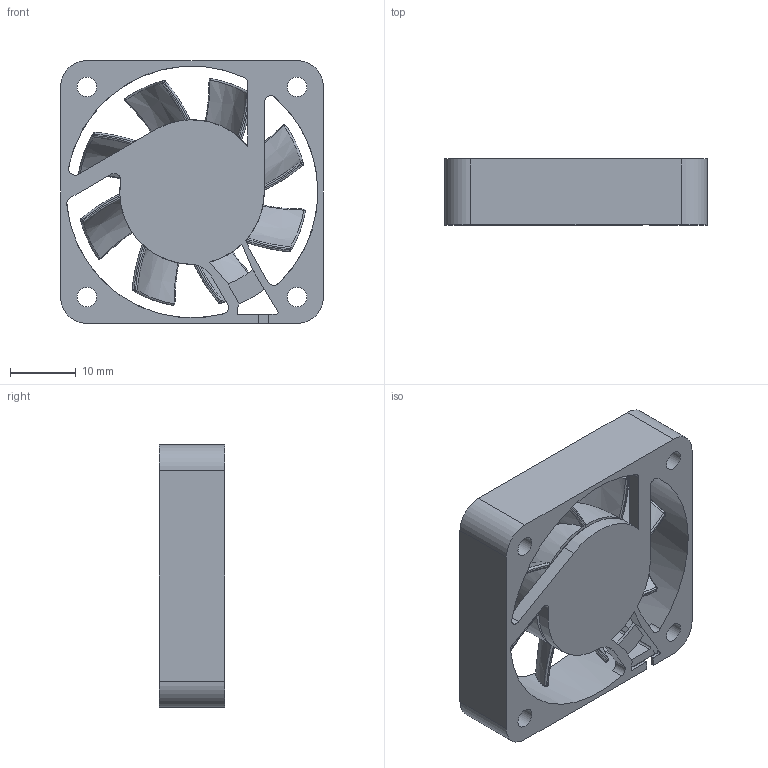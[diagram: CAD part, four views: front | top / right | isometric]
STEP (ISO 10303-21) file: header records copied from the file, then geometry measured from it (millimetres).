
FILE_DESCRIPTION(/* description */ (''),/* implementation_level */ '2;1');
FILE_NAME(/* name */ '404010 Fan v5.step',/* time_stamp */ '2022-08-14T13:51:53+02:00',/* author */ (''),/* organization */ (''),/* preprocessor_version */ 'ST-DEVELOPER v19',/* originating_system */ 'Autodesk Translation Framework v11.7.0.108',/* authorisation */ '');
FILE_SCHEMA (('AUTOMOTIVE_DESIGN { 1 0 10303 214 3 1 1 }'));
Length unit declared in the file: millimetre
Products named in the file (1): 404010 Fan
Bounding box: 40 x 10 x 40 mm (x, y, z)
Volume: 7948.2 mm3; surface area: 6904.5 mm2
Topology: 1 solids, 1 shells, 218 faces, 556 edges, 330 vertices
Faces by surface type: bspline 68, plane 59, cylinder 46, sphere 32, torus 13
Full cylindrical faces by diameter (mm): 3 x4, 6 x4, 21 x1
Entity records: 9145 total; most frequent: CARTESIAN_POINT 4235, ORIENTED_EDGE 1092, DIRECTION 923, EDGE_CURVE 546, AXIS2_PLACEMENT_3D 402, VERTEX_POINT 330, CIRCLE 251, EDGE_LOOP 236
